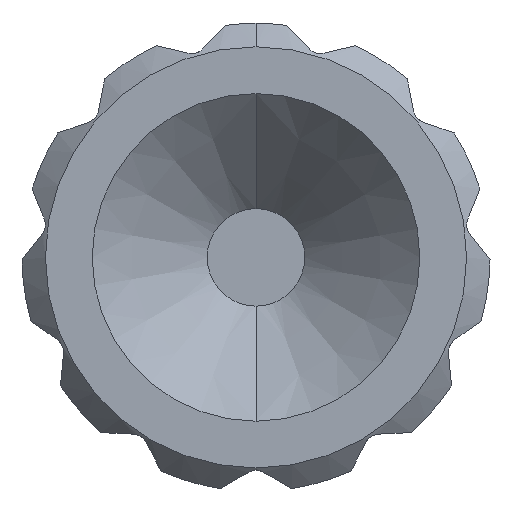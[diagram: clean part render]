
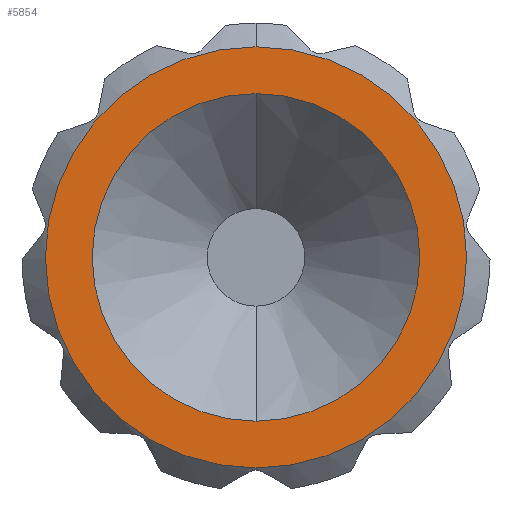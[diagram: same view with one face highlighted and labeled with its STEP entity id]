
A CAD part, front view. The second image highlights one B-rep face of the part: STEP entity #5854.
In plain terms, the highlighted planar face has unit normal (0, -1, 0).
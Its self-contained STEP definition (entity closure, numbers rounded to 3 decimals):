
#95 = EDGE_CURVE ( 'NONE', #5029, #6540, #3582, .T. ) ;
#191 = EDGE_CURVE ( 'NONE', #3659, #2404, #6129, .T. ) ;
#306 = AXIS2_PLACEMENT_3D ( 'NONE', #8098, #8818, #627 ) ;
#384 = CIRCLE ( 'NONE', #306, 13.5 ) ;
#528 = AXIS2_PLACEMENT_3D ( 'NONE', #2305, #7703, #6362 ) ;
#625 = EDGE_CURVE ( 'NONE', #2404, #3659, #384, .T. ) ;
#627 = DIRECTION ( 'NONE',  ( 0., 0., -1. ) ) ;
#1050 = DIRECTION ( 'NONE',  ( 0., 1., 0. ) ) ;
#1398 = EDGE_LOOP ( 'NONE', ( #2783, #2611 ) ) ;
#1607 = DIRECTION ( 'NONE',  ( 0., 1., 0. ) ) ;
#1833 = EDGE_CURVE ( 'NONE', #6540, #5029, #5170, .T. ) ;
#2305 = CARTESIAN_POINT ( 'NONE',  ( -10.5, 0., 0. ) ) ;
#2306 = DIRECTION ( 'NONE',  ( 0., 0., 1. ) ) ;
#2404 = VERTEX_POINT ( 'NONE', #8097 ) ;
#2526 = DIRECTION ( 'NONE',  ( 0., 0., -1. ) ) ;
#2611 = ORIENTED_EDGE ( 'NONE', *, *, #1833, .T. ) ;
#2783 = ORIENTED_EDGE ( 'NONE', *, *, #95, .T. ) ;
#3419 = AXIS2_PLACEMENT_3D ( 'NONE', #5042, #1607, #2306 ) ;
#3582 = CIRCLE ( 'NONE', #3676, 10.5 ) ;
#3659 = VERTEX_POINT ( 'NONE', #8696 ) ;
#3676 = AXIS2_PLACEMENT_3D ( 'NONE', #6474, #1050, #5832 ) ;
#3893 = ORIENTED_EDGE ( 'NONE', *, *, #625, .T. ) ;
#4178 = EDGE_LOOP ( 'NONE', ( #3893, #4521 ) ) ;
#4303 = FACE_BOUND ( 'NONE', #1398, .T. ) ;
#4521 = ORIENTED_EDGE ( 'NONE', *, *, #191, .T. ) ;
#4571 = AXIS2_PLACEMENT_3D ( 'NONE', #6641, #4572, #2526 ) ;
#4572 = DIRECTION ( 'NONE',  ( 0., -1., 0. ) ) ;
#5029 = VERTEX_POINT ( 'NONE', #7789 ) ;
#5042 = CARTESIAN_POINT ( 'NONE',  ( 0., 0., 0. ) ) ;
#5170 = CIRCLE ( 'NONE', #3419, 10.5 ) ;
#5702 = CARTESIAN_POINT ( 'NONE',  ( 0., 0., 10.5 ) ) ;
#5832 = DIRECTION ( 'NONE',  ( 0., 0., 1. ) ) ;
#5854 = ADVANCED_FACE ( 'NONE', ( #8468, #4303 ), #8449, .T. ) ;
#6129 = CIRCLE ( 'NONE', #4571, 13.5 ) ;
#6362 = DIRECTION ( 'NONE',  ( 0., 0., -1. ) ) ;
#6474 = CARTESIAN_POINT ( 'NONE',  ( 0., 0., 0. ) ) ;
#6540 = VERTEX_POINT ( 'NONE', #5702 ) ;
#6641 = CARTESIAN_POINT ( 'NONE',  ( 0., 0., 0. ) ) ;
#7703 = DIRECTION ( 'NONE',  ( 0., -1., 0. ) ) ;
#7789 = CARTESIAN_POINT ( 'NONE',  ( 0., 0., -10.5 ) ) ;
#8097 = CARTESIAN_POINT ( 'NONE',  ( 0., 0., 13.5 ) ) ;
#8098 = CARTESIAN_POINT ( 'NONE',  ( 0., 0., 0. ) ) ;
#8449 = PLANE ( 'NONE',  #528 ) ;
#8468 = FACE_OUTER_BOUND ( 'NONE', #4178, .T. ) ;
#8696 = CARTESIAN_POINT ( 'NONE',  ( 0., 0., -13.5 ) ) ;
#8818 = DIRECTION ( 'NONE',  ( 0., -1., 0. ) ) ;
